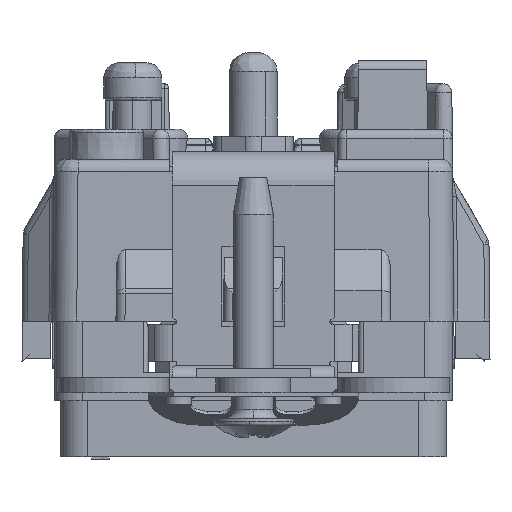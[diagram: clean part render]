
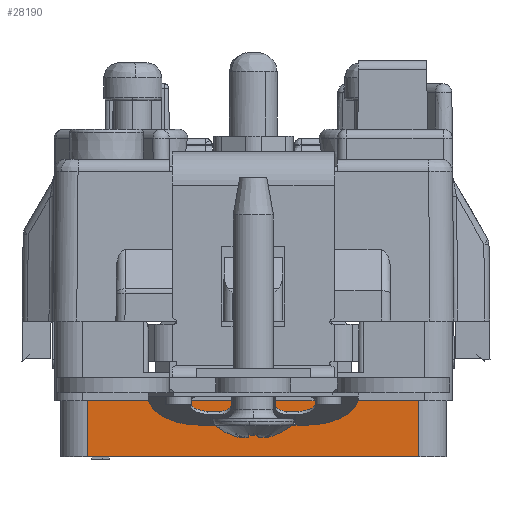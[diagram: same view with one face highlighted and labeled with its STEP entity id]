
A CAD part, front view. The second image highlights one B-rep face of the part: STEP entity #28190.
In plain terms, the highlighted planar face has unit normal (0, -1, 0).
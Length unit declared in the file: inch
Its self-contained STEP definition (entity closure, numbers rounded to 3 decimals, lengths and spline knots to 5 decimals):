
#1324 = DIRECTION ( 'NONE',  ( 1., 0., 0. ) ) ;
#1881 = AXIS2_PLACEMENT_3D ( 'NONE', #47024, #13555, #40404 ) ;
#2333 = VECTOR ( 'NONE', #81735, 39.37008 ) ;
#5487 = CARTESIAN_POINT ( 'NONE',  ( 0.552, -1.305, -0.42688 ) ) ;
#8270 = EDGE_CURVE ( 'NONE', #27832, #14587, #55125, .T. ) ;
#8461 = LINE ( 'NONE', #62358, #42630 ) ;
#13555 = DIRECTION ( 'NONE',  ( 0., 1., 0. ) ) ;
#14587 = VERTEX_POINT ( 'NONE', #26187 ) ;
#21237 = CARTESIAN_POINT ( 'NONE',  ( -0.552, -1.305, -0.427 ) ) ;
#23532 = VECTOR ( 'NONE', #78817, 39.37008 ) ;
#24468 = EDGE_CURVE ( 'NONE', #14587, #75802, #85922, .T. ) ;
#26187 = CARTESIAN_POINT ( 'NONE',  ( 0.552, -1.305, -0.427 ) ) ;
#27832 = VERTEX_POINT ( 'NONE', #21237 ) ;
#28190 = ADVANCED_FACE ( 'NONE', ( #80743 ), #65715, .F. ) ;
#33896 = CARTESIAN_POINT ( 'NONE',  ( -0.55212, -1.305, -0.427 ) ) ;
#35751 = EDGE_LOOP ( 'NONE', ( #69796, #69031, #67052, #71169 ) ) ;
#40404 = DIRECTION ( 'NONE',  ( 0., 0., 1. ) ) ;
#41043 = DIRECTION ( 'NONE',  ( -1., 0., 0. ) ) ;
#42630 = VECTOR ( 'NONE', #41043, 39.37008 ) ;
#44295 = EDGE_CURVE ( 'NONE', #60865, #27832, #74658, .T. ) ;
#47024 = CARTESIAN_POINT ( 'NONE',  ( -0.55212, -1.305, -0.42688 ) ) ;
#47155 = CARTESIAN_POINT ( 'NONE',  ( -0.552, -1.305, -0.61412 ) ) ;
#54704 = EDGE_CURVE ( 'NONE', #75802, #60865, #8461, .T. ) ;
#55125 = LINE ( 'NONE', #33896, #61341 ) ;
#60788 = CARTESIAN_POINT ( 'NONE',  ( -0.552, -1.305, -0.614 ) ) ;
#60865 = VERTEX_POINT ( 'NONE', #60788 ) ;
#61341 = VECTOR ( 'NONE', #1324, 39.37008 ) ;
#62358 = CARTESIAN_POINT ( 'NONE',  ( 0.64512, -1.305, -0.614 ) ) ;
#65715 = PLANE ( 'NONE',  #1881 ) ;
#67052 = ORIENTED_EDGE ( 'NONE', *, *, #24468, .F. ) ;
#69031 = ORIENTED_EDGE ( 'NONE', *, *, #54704, .F. ) ;
#69796 = ORIENTED_EDGE ( 'NONE', *, *, #44295, .F. ) ;
#71169 = ORIENTED_EDGE ( 'NONE', *, *, #8270, .F. ) ;
#71932 = CARTESIAN_POINT ( 'NONE',  ( 0.552, -1.305, -0.614 ) ) ;
#74658 = LINE ( 'NONE', #47155, #2333 ) ;
#75802 = VERTEX_POINT ( 'NONE', #71932 ) ;
#78817 = DIRECTION ( 'NONE',  ( 0., 0., -1. ) ) ;
#80743 = FACE_OUTER_BOUND ( 'NONE', #35751, .T. ) ;
#81735 = DIRECTION ( 'NONE',  ( 0., 0., 1. ) ) ;
#85922 = LINE ( 'NONE', #5487, #23532 ) ;
